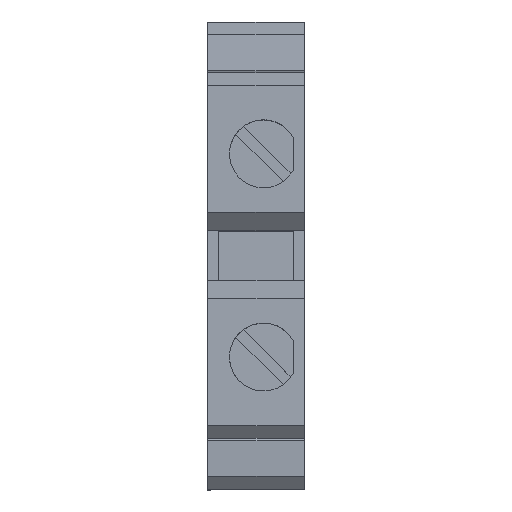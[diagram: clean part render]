
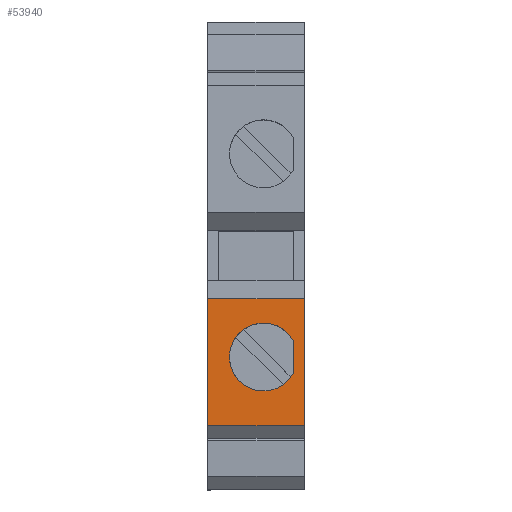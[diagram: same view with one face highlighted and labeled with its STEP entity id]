
A CAD part, top view. The second image highlights one B-rep face of the part: STEP entity #53940.
In plain terms, the highlighted face is planar.
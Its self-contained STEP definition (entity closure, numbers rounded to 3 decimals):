
#3380=CARTESIAN_POINT('',(-16.7,120.027,
54.1));
#3390=VERTEX_POINT('',#3380);
#3420=CARTESIAN_POINT('',(-4.827,75.715,
54.1));
#3430=DIRECTION('',(0.259,-0.966,
0.));
#3440=VECTOR('',#3430,1.);
#3450=LINE('',#3420,#3440);
#3460=CARTESIAN_POINT('',(-14.597,112.179,
54.1));
#3470=VERTEX_POINT('',#3460);
#3480=EDGE_CURVE('',#3390,#3470,#3450,.T.);
#6510=CARTESIAN_POINT('',(-14.597,112.179,
60.25));
#6520=VERTEX_POINT('',#6510);
#6550=CARTESIAN_POINT('',(-4.827,75.715,
60.25));
#6560=DIRECTION('',(-0.259,0.966,
0.));
#6570=VECTOR('',#6560,1.);
#6580=LINE('',#6550,#6570);
#6590=CARTESIAN_POINT('',(-16.7,120.027,
60.25));
#6600=VERTEX_POINT('',#6590);
#6610=EDGE_CURVE('',#6520,#6600,#6580,.T.);
#10610=CARTESIAN_POINT('',(-16.7,120.027,
1.2));
#10620=DIRECTION('',(0.,0.,-1.));
#10630=VECTOR('',#10620,1.);
#10640=LINE('',#10610,#10630);
#10650=EDGE_CURVE('',#6600,#3390,#10640,.T.);
#41470=CARTESIAN_POINT('',(-14.597,112.179,
1.2));
#41480=DIRECTION('',(0.,0.,1.));
#41490=VECTOR('',#41480,1.);
#41500=LINE('',#41470,#41490);
#41510=EDGE_CURVE('',#3470,#6520,#41500,.T.);
#53640=CARTESIAN_POINT('',(-14.56,112.039,
54.8));
#53650=DIRECTION('',(-0.966,-0.259,
0.));
#53660=DIRECTION('',(0.259,-0.966,
0.));
#53670=AXIS2_PLACEMENT_3D('',#53640,#53650,#53660);
#53680=PLANE('',#53670);
#53690=CARTESIAN_POINT('',(-4.827,75.715,
54.8));
#53700=DIRECTION('',(0.259,-0.966,
0.));
#53710=VECTOR('',#53700,1.);
#53720=LINE('',#53690,#53710);
#53730=CARTESIAN_POINT('',(-15.835,116.8,
54.8));
#53740=VERTEX_POINT('',#53730);
#53750=CARTESIAN_POINT('',(-15.287,114.754,
54.8));
#53760=VERTEX_POINT('',#53750);
#53770=EDGE_CURVE('',#53740,#53760,#53720,.T.);
#53780=ORIENTED_EDGE('',*,*,#53770,.F.);
#53790=CARTESIAN_POINT('',(-15.561,115.777,
56.7));
#53800=DIRECTION('',(-0.966,-0.259,
0.));
#53810=DIRECTION('',(-0.259,0.966,
0.));
#53820=AXIS2_PLACEMENT_3D('',#53790,#53800,#53810);
#53830=CIRCLE('',#53820,2.175);
#53840=EDGE_CURVE('',#53760,#53740,#53830,.T.);
#53850=ORIENTED_EDGE('',*,*,#53840,.F.);
#53860=EDGE_LOOP('',(#53850,#53780));
#53870=FACE_BOUND('',#53860,.T.);
#53880=ORIENTED_EDGE('',*,*,#3480,.T.);
#53890=ORIENTED_EDGE('',*,*,#10650,.T.);
#53900=ORIENTED_EDGE('',*,*,#6610,.T.);
#53910=ORIENTED_EDGE('',*,*,#41510,.T.);
#53920=EDGE_LOOP('',(#53910,#53900,#53890,#53880));
#53930=FACE_OUTER_BOUND('',#53920,.T.);
#53940=ADVANCED_FACE('',(#53870,#53930),#53680,.T.);
